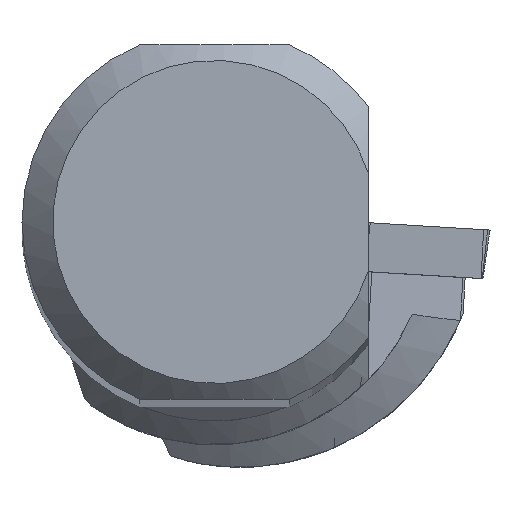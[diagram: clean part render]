
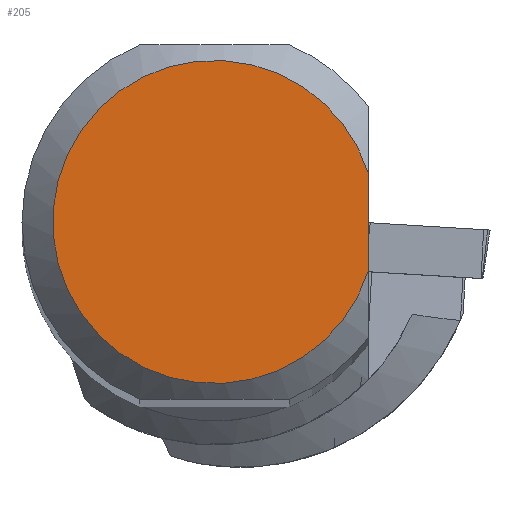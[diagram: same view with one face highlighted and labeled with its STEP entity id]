
A CAD part, top view. The second image highlights one B-rep face of the part: STEP entity #205.
In plain terms, the highlighted planar face has unit normal (0, 0, 1).
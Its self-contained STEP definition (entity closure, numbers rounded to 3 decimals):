
#158=FACE_OUTER_BOUND('',#414,.T.);
#205=ADVANCED_FACE('CU_SU_BP3',(#158),#236,.T.);
#236=PLANE('',#1093);
#289=LINE('',#1821,#343);
#343=VECTOR('',#1313,1.);
#414=EDGE_LOOP('',(#583,#584));
#583=ORIENTED_EDGE('',*,*,#873,.T.);
#584=ORIENTED_EDGE('',*,*,#874,.F.);
#765=VERTEX_POINT('',#1822);
#766=VERTEX_POINT('',#1823);
#873=EDGE_CURVE('',#765,#766,#289,.T.);
#874=EDGE_CURVE('',#765,#766,#928,.T.);
#928=CIRCLE('',#1092,10.491);
#1092=AXIS2_PLACEMENT_3D('',#1824,#1314,#1315);
#1093=AXIS2_PLACEMENT_3D('',#1825,#1316,#1317);
#1313=DIRECTION('',(0.,1.,0.));
#1314=DIRECTION('',(0.,0.,-1.));
#1315=DIRECTION('',(-1.,0.,0.));
#1316=DIRECTION('',(0.,0.,1.));
#1317=DIRECTION('',(-1.,0.,0.));
#1821=CARTESIAN_POINT('',(10.009,0.,0.));
#1822=CARTESIAN_POINT('',(10.009,-3.145,0.));
#1823=CARTESIAN_POINT('',(10.009,3.145,0.));
#1824=CARTESIAN_POINT('',(0.,0.,0.));
#1825=CARTESIAN_POINT('',(0.,0.,
0.));
